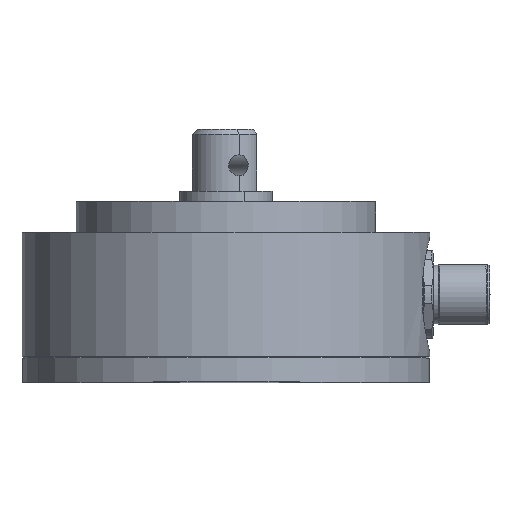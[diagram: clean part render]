
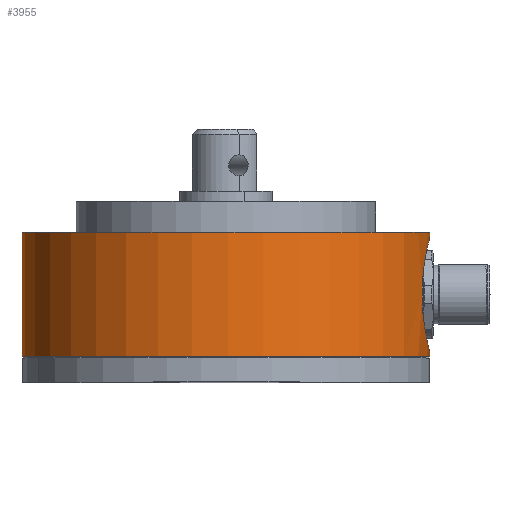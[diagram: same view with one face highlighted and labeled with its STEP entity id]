
A CAD part, top view. The second image highlights one B-rep face of the part: STEP entity #3955.
In plain terms, the highlighted cylindrical face has radius 39.5 mm (diameter 79 mm), a partial arc.
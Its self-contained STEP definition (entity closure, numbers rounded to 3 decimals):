
#65 = VERTEX_POINT ( 'NONE', #290 ) ;
#70 = VERTEX_POINT ( 'NONE', #297 ) ;
#75 = VERTEX_POINT ( 'NONE', #303 ) ;
#81 = VERTEX_POINT ( 'NONE', #311 ) ;
#107 = VERTEX_POINT ( 'NONE', #346 ) ;
#136 = VERTEX_POINT ( 'NONE', #4428 ) ;
#290 = CARTESIAN_POINT ( 'NONE',  ( 41.032, -13.255, 2.679 ) ) ;
#297 = CARTESIAN_POINT ( 'NONE',  ( 41.032, 9.945, 2.679 ) ) ;
#303 = CARTESIAN_POINT ( 'NONE',  ( 41.032, 9.145, 2.679 ) ) ;
#311 = CARTESIAN_POINT ( 'NONE',  ( -37.964, 9.945, 3.461 ) ) ;
#346 = CARTESIAN_POINT ( 'NONE',  ( 41.032, -14.055, 2.679 ) ) ;
#1368 = CARTESIAN_POINT ( 'NONE',  ( 1.534, -14.055, 3.07 ) ) ;
#1381 = CYLINDRICAL_SURFACE ( 'NONE', #13002, 39.5 ) ;
#1382 = FACE_OUTER_BOUND ( 'NONE', #7442, .T. ) ;
#1392 = DIRECTION ( 'NONE',  ( 0., 1., 0. ) ) ;
#1393 = DIRECTION ( 'NONE',  ( -1., 0., 0.01 ) ) ;
#3955 = ADVANCED_FACE ( 'NONE', ( #1382 ), #1381, .T. ) ;
#4428 = CARTESIAN_POINT ( 'NONE',  ( -37.964, -14.055, 3.461 ) ) ;
#4917 = CARTESIAN_POINT ( 'NONE',  ( 41.036, -13.255, 3.045 ) ) ;
#4921 = LINE ( 'NONE', #4923, #10563 ) ;
#4922 = CARTESIAN_POINT ( 'NONE',  ( 41.032, -13.255, 2.679 ) ) ;
#4923 = CARTESIAN_POINT ( 'NONE',  ( 41.032, -14.055, 2.679 ) ) ;
#4924 = DIRECTION ( 'NONE',  ( 0., 1., 0. ) ) ;
#4927 = CARTESIAN_POINT ( 'NONE',  ( 41.034, -13.237, 3.412 ) ) ;
#4928 = CARTESIAN_POINT ( 'NONE',  ( 41.021, -13.165, 4.146 ) ) ;
#4929 = CARTESIAN_POINT ( 'NONE',  ( 41.009, -13.11, 4.515 ) ) ;
#4930 = CARTESIAN_POINT ( 'NONE',  ( 40.96, -12.892, 5.601 ) ) ;
#4931 = CARTESIAN_POINT ( 'NONE',  ( 40.908, -12.679, 6.301 ) ) ;
#4932 = CARTESIAN_POINT ( 'NONE',  ( 40.807, -12.258, 7.316 ) ) ;
#4933 = CARTESIAN_POINT ( 'NONE',  ( 40.769, -12.1, 7.649 ) ) ;
#4934 = CARTESIAN_POINT ( 'NONE',  ( 40.688, -11.751, 8.3 ) ) ;
#4935 = CARTESIAN_POINT ( 'NONE',  ( 40.644, -11.563, 8.614 ) ) ;
#4936 = CARTESIAN_POINT ( 'NONE',  ( 40.508, -10.955, 9.522 ) ) ;
#4937 = CARTESIAN_POINT ( 'NONE',  ( 40.41, -10.494, 10.085 ) ) ;
#4938 = CARTESIAN_POINT ( 'NONE',  ( 40.258, -9.716, 10.865 ) ) ;
#4939 = CARTESIAN_POINT ( 'NONE',  ( 40.207, -9.443, 11.113 ) ) ;
#4940 = CARTESIAN_POINT ( 'NONE',  ( 40.108, -8.88, 11.576 ) ) ;
#4941 = CARTESIAN_POINT ( 'NONE',  ( 40.059, -8.589, 11.793 ) ) ;
#4942 = CARTESIAN_POINT ( 'NONE',  ( 39.966, -7.985, 12.198 ) ) ;
#4943 = CARTESIAN_POINT ( 'NONE',  ( 39.92, -7.673, 12.386 ) ) ;
#4944 = CARTESIAN_POINT ( 'NONE',  ( 39.834, -7.029, 12.733 ) ) ;
#4945 = CARTESIAN_POINT ( 'NONE',  ( 39.794, -6.695, 12.892 ) ) ;
#4946 = CARTESIAN_POINT ( 'NONE',  ( 39.683, -5.671, 13.319 ) ) ;
#4947 = CARTESIAN_POINT ( 'NONE',  ( 39.623, -4.967, 13.533 ) ) ;
#4948 = CARTESIAN_POINT ( 'NONE',  ( 39.563, -3.89, 13.749 ) ) ;
#4949 = CARTESIAN_POINT ( 'NONE',  ( 39.548, -3.527, 13.803 ) ) ;
#4950 = CARTESIAN_POINT ( 'NONE',  ( 39.527, -2.793, 13.876 ) ) ;
#4951 = CARTESIAN_POINT ( 'NONE',  ( 39.522, -2.42, 13.895 ) ) ;
#4952 = CARTESIAN_POINT ( 'NONE',  ( 39.522, -1.312, 13.894 ) ) ;
#4953 = CARTESIAN_POINT ( 'NONE',  ( 39.543, -0.583, 13.821 ) ) ;
#4954 = CARTESIAN_POINT ( 'NONE',  ( 39.624, 0.858, 13.533 ) ) ;
#4955 = CARTESIAN_POINT ( 'NONE',  ( 39.684, 1.574, 13.314 ) ) ;
#4956 = CARTESIAN_POINT ( 'NONE',  ( 39.832, 2.935, 12.745 ) ) ;
#4957 = CARTESIAN_POINT ( 'NONE',  ( 39.919, 3.576, 12.399 ) ) ;
#4958 = CARTESIAN_POINT ( 'NONE',  ( 40.06, 4.482, 11.791 ) ) ;
#4959 = CARTESIAN_POINT ( 'NONE',  ( 40.109, 4.775, 11.573 ) ) ;
#4960 = CARTESIAN_POINT ( 'NONE',  ( 40.209, 5.341, 11.106 ) ) ;
#4961 = CARTESIAN_POINT ( 'NONE',  ( 40.26, 5.614, 10.858 ) ) ;
#4962 = CARTESIAN_POINT ( 'NONE',  ( 40.41, 6.386, 10.083 ) ) ;
#4963 = CARTESIAN_POINT ( 'NONE',  ( 40.509, 6.847, 9.521 ) ) ;
#4964 = CARTESIAN_POINT ( 'NONE',  ( 40.645, 7.456, 8.609 ) ) ;
#4965 = CARTESIAN_POINT ( 'NONE',  ( 40.689, 7.646, 8.292 ) ) ;
#4966 = CARTESIAN_POINT ( 'NONE',  ( 40.77, 7.993, 7.643 ) ) ;
#4967 = CARTESIAN_POINT ( 'NONE',  ( 40.807, 8.149, 7.312 ) ) ;
#4968 = CARTESIAN_POINT ( 'NONE',  ( 40.908, 8.569, 6.3 ) ) ;
#4969 = CARTESIAN_POINT ( 'NONE',  ( 40.96, 8.783, 5.601 ) ) ;
#4970 = CARTESIAN_POINT ( 'NONE',  ( 41.009, 9., 4.511 ) ) ;
#4971 = CARTESIAN_POINT ( 'NONE',  ( 41.021, 9.055, 4.144 ) ) ;
#4972 = CARTESIAN_POINT ( 'NONE',  ( 41.034, 9.127, 3.412 ) ) ;
#4973 = CARTESIAN_POINT ( 'NONE',  ( 41.036, 9.145, 3.045 ) ) ;
#4974 = CARTESIAN_POINT ( 'NONE',  ( 41.032, 9.145, 2.679 ) ) ;
#5036 = CARTESIAN_POINT ( 'NONE',  ( 1.534, -14.055, 3.07 ) ) ;
#5037 = DIRECTION ( 'NONE',  ( 0., 1., 0. ) ) ;
#5038 = DIRECTION ( 'NONE',  ( -1., 0., 0.01 ) ) ;
#5039 = LINE ( 'NONE', #5088, #10558 ) ;
#5088 = CARTESIAN_POINT ( 'NONE',  ( -37.964, -14.055, 3.461 ) ) ;
#5089 = DIRECTION ( 'NONE',  ( 0., 1., 0. ) ) ;
#5090 = LINE ( 'NONE', #5091, #10565 ) ;
#5091 = CARTESIAN_POINT ( 'NONE',  ( 41.032, -14.055, 2.679 ) ) ;
#5092 = DIRECTION ( 'NONE',  ( 0., 1., 0. ) ) ;
#5093 = CARTESIAN_POINT ( 'NONE',  ( 1.534, 9.945, 3.07 ) ) ;
#5094 = DIRECTION ( 'NONE',  ( 0., -1., 0. ) ) ;
#5095 = DIRECTION ( 'NONE',  ( -1., 0., 0.01 ) ) ;
#6538 = ORIENTED_EDGE ( 'NONE', *, *, #8378, .T. ) ;
#6539 = ORIENTED_EDGE ( 'NONE', *, *, #8381, .T. ) ;
#6540 = ORIENTED_EDGE ( 'NONE', *, *, #8372, .T. ) ;
#6541 = ORIENTED_EDGE ( 'NONE', *, *, #8371, .T. ) ;
#6542 = ORIENTED_EDGE ( 'NONE', *, *, #8382, .T. ) ;
#6543 = ORIENTED_EDGE ( 'NONE', *, *, #8380, .F. ) ;
#7442 = EDGE_LOOP ( 'NONE', ( #6538, #6539, #6540, #6541, #6542, #6543 ) ) ;
#8371 = EDGE_CURVE ( 'NONE', #75, #70, #4921, .T. ) ;
#8372 = EDGE_CURVE ( 'NONE', #65, #75, #8627, .T. ) ;
#8378 = EDGE_CURVE ( 'NONE', #136, #107, #10561, .T. ) ;
#8380 = EDGE_CURVE ( 'NONE', #136, #81, #5039, .T. ) ;
#8381 = EDGE_CURVE ( 'NONE', #107, #65, #5090, .T. ) ;
#8382 = EDGE_CURVE ( 'NONE', #70, #81, #10568, .T. ) ;
#8627 = B_SPLINE_CURVE_WITH_KNOTS ( 'NONE', 3,
 ( #4922, #4917, #4927, #4928, #4929, #4930, #4931, #4932, #4933, #4934, #4935, #4936, #4937, #4938, #4939, #4940, #4941, #4942, #4943, #4944, #4945, #4946, #4947, #4948, #4949, #4950, #4951, #4952, #4953, #4954, #4955, #4956, #4957, #4958, #4959, #4960, #4961, #4962, #4963, #4964, #4965, #4966, #4967, #4968, #4969, #4970, #4971, #4972, #4973, #4974 ),
 .UNSPECIFIED., .F., .F.,
 ( 4, 2, 2, 2, 2, 2, 2, 2, 2, 2, 2, 2, 2, 2, 2, 2, 2, 2, 2, 2, 2, 2, 2, 2, 4 ),
 ( 0.013, 0.015, 0.016, 0.018, 0.019, 0.02, 0.022, 0.023, 0.024, 0.026, 0.027, 0.029, 0.03, 0.031, 0.033, 0.035, 0.038, 0.039, 0.04, 0.042, 0.043, 0.044, 0.046, 0.047, 0.049 ),
 .UNSPECIFIED. ) ;
#10558 = VECTOR ( 'NONE', #5089, 1000. ) ;
#10561 = CIRCLE ( 'NONE', #10566, 39.5 ) ;
#10563 = VECTOR ( 'NONE', #4924, 1000. ) ;
#10565 = VECTOR ( 'NONE', #5092, 1000. ) ;
#10566 = AXIS2_PLACEMENT_3D ( 'NONE', #5036, #5037, #5038 ) ;
#10568 = CIRCLE ( 'NONE', #10570, 39.5 ) ;
#10570 = AXIS2_PLACEMENT_3D ( 'NONE', #5093, #5094, #5095 ) ;
#13002 = AXIS2_PLACEMENT_3D ( 'NONE', #1368, #1392, #1393 ) ;
